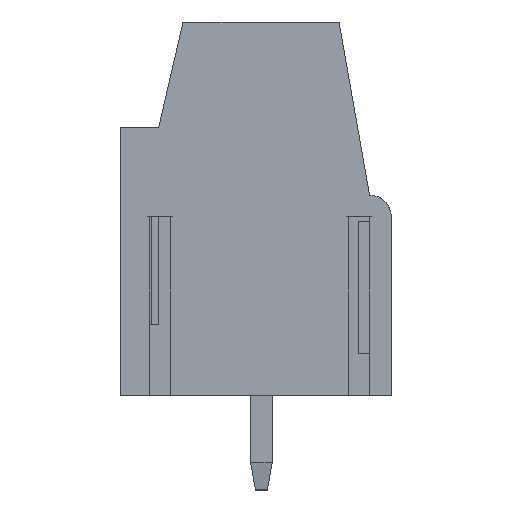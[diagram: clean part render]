
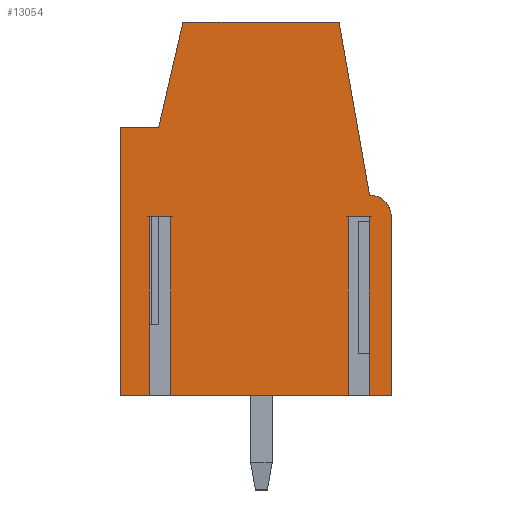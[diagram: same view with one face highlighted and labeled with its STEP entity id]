
A CAD part, left-side view. The second image highlights one B-rep face of the part: STEP entity #13054.
In plain terms, the highlighted planar face has unit normal (-1, 0, 0).
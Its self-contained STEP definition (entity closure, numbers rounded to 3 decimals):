
#12970=AXIS2_PLACEMENT_3D('Plane Axis2P3D',#12967,#12968,#12969) ;
#13000=AXIS2_PLACEMENT_3D('Circle Axis2P3D',#12998,#12999,$) ;
#11867=CARTESIAN_POINT('Vertex',(0.,10.,13.4)) ;
#11951=CARTESIAN_POINT('Vertex',(0.,10.,3.5)) ;
#11954=CARTESIAN_POINT('Line Origine',(0.,10.,8.45)) ;
#12011=CARTESIAN_POINT('Vertex',(0.,7.7,17.3)) ;
#12060=CARTESIAN_POINT('Vertex',(0.,8.6,13.4)) ;
#12063=CARTESIAN_POINT('Line Origine',(0.,8.15,15.35)) ;
#12139=CARTESIAN_POINT('Line Origine',(0.,9.3,13.4)) ;
#12333=CARTESIAN_POINT('Vertex',(0.,8.16,3.5)) ;
#12347=CARTESIAN_POINT('Vertex',(0.,8.94,3.5)) ;
#12350=CARTESIAN_POINT('Line Origine',(0.,9.47,3.5)) ;
#12422=CARTESIAN_POINT('Vertex',(0.,0.,3.5)) ;
#12425=CARTESIAN_POINT('Line Origine',(0.,0.405,3.5)) ;
#12429=CARTESIAN_POINT('Vertex',(0.,0.81,3.5)) ;
#12450=CARTESIAN_POINT('Vertex',(0.,1.59,3.5)) ;
#12453=CARTESIAN_POINT('Line Origine',(0.,4.875,3.5)) ;
#12967=CARTESIAN_POINT('Axis2P3D Location',(0.,10.,0.3)) ;
#12972=CARTESIAN_POINT('Line Origine',(0.,1.59,6.8)) ;
#12976=CARTESIAN_POINT('Vertex',(0.,1.59,10.1)) ;
#12979=CARTESIAN_POINT('Line Origine',(0.,1.2,10.1)) ;
#12983=CARTESIAN_POINT('Vertex',(0.,0.81,10.1)) ;
#12986=CARTESIAN_POINT('Line Origine',(0.,0.81,6.8)) ;
#12991=CARTESIAN_POINT('Line Origine',(0.,0.,6.8)) ;
#12995=CARTESIAN_POINT('Vertex',(0.,0.,10.1)) ;
#12998=CARTESIAN_POINT('Axis2P3D Location',(0.,0.8,10.1)) ;
#13002=CARTESIAN_POINT('Vertex',(0.,0.8,10.9)) ;
#13005=CARTESIAN_POINT('Line Origine',(0.,1.364,14.1)) ;
#13009=CARTESIAN_POINT('Vertex',(0.,1.928,17.3)) ;
#13012=CARTESIAN_POINT('Line Origine',(0.,4.814,17.3)) ;
#13017=CARTESIAN_POINT('Line Origine',(0.,8.94,6.8)) ;
#13021=CARTESIAN_POINT('Vertex',(0.,8.94,10.1)) ;
#13024=CARTESIAN_POINT('Line Origine',(0.,8.55,10.1)) ;
#13028=CARTESIAN_POINT('Vertex',(0.,8.16,10.1)) ;
#13031=CARTESIAN_POINT('Line Origine',(0.,8.16,6.8)) ;
#11955=DIRECTION('Vector Direction',(0.,0.,1.)) ;
#12064=DIRECTION('Vector Direction',(0.,-0.225,0.974)) ;
#12140=DIRECTION('Vector Direction',(0.,-1.,0.)) ;
#12351=DIRECTION('Vector Direction',(0.,-1.,0.)) ;
#12426=DIRECTION('Vector Direction',(0.,-1.,0.)) ;
#12454=DIRECTION('Vector Direction',(0.,-1.,0.)) ;
#12968=DIRECTION('Axis2P3D Direction',(1.,0.,0.)) ;
#12969=DIRECTION('Axis2P3D XDirection',(0.,0.,-1.)) ;
#12973=DIRECTION('Vector Direction',(0.,0.,1.)) ;
#12980=DIRECTION('Vector Direction',(0.,1.,0.)) ;
#12987=DIRECTION('Vector Direction',(0.,0.,1.)) ;
#12992=DIRECTION('Vector Direction',(0.,0.,-1.)) ;
#12999=DIRECTION('Axis2P3D Direction',(1.,0.,0.)) ;
#13006=DIRECTION('Vector Direction',(0.,-0.174,-0.985)) ;
#13013=DIRECTION('Vector Direction',(0.,-1.,0.)) ;
#13018=DIRECTION('Vector Direction',(0.,0.,1.)) ;
#13025=DIRECTION('Vector Direction',(0.,1.,0.)) ;
#13032=DIRECTION('Vector Direction',(0.,0.,1.)) ;
#11956=VECTOR('Line Direction',#11955,1.) ;
#12065=VECTOR('Line Direction',#12064,1.) ;
#12141=VECTOR('Line Direction',#12140,1.) ;
#12352=VECTOR('Line Direction',#12351,1.) ;
#12427=VECTOR('Line Direction',#12426,1.) ;
#12455=VECTOR('Line Direction',#12454,1.) ;
#12974=VECTOR('Line Direction',#12973,1.) ;
#12981=VECTOR('Line Direction',#12980,1.) ;
#12988=VECTOR('Line Direction',#12987,1.) ;
#12993=VECTOR('Line Direction',#12992,1.) ;
#13007=VECTOR('Line Direction',#13006,1.) ;
#13014=VECTOR('Line Direction',#13013,1.) ;
#13019=VECTOR('Line Direction',#13018,1.) ;
#13026=VECTOR('Line Direction',#13025,1.) ;
#13033=VECTOR('Line Direction',#13032,1.) ;
#13037=ORIENTED_EDGE('',*,*,#12978,.T.) ;
#13038=ORIENTED_EDGE('',*,*,#12985,.F.) ;
#13039=ORIENTED_EDGE('',*,*,#12990,.F.) ;
#13040=ORIENTED_EDGE('',*,*,#12431,.T.) ;
#13041=ORIENTED_EDGE('',*,*,#12997,.F.) ;
#13042=ORIENTED_EDGE('',*,*,#13004,.F.) ;
#13043=ORIENTED_EDGE('',*,*,#13011,.F.) ;
#13044=ORIENTED_EDGE('',*,*,#13016,.F.) ;
#13045=ORIENTED_EDGE('',*,*,#12067,.F.) ;
#13046=ORIENTED_EDGE('',*,*,#12143,.F.) ;
#13047=ORIENTED_EDGE('',*,*,#11958,.F.) ;
#13048=ORIENTED_EDGE('',*,*,#12354,.T.) ;
#13049=ORIENTED_EDGE('',*,*,#13023,.T.) ;
#13050=ORIENTED_EDGE('',*,*,#13030,.F.) ;
#13051=ORIENTED_EDGE('',*,*,#13035,.F.) ;
#13052=ORIENTED_EDGE('',*,*,#12457,.T.) ;
#13054=ADVANCED_FACE('HOUSING',(#13053),#12971,.F.) ;
#13001=CIRCLE('generated circle',#13000,0.8) ;
#11958=EDGE_CURVE('',#11952,#11868,#11957,.T.) ;
#12067=EDGE_CURVE('',#12061,#12012,#12066,.T.) ;
#12143=EDGE_CURVE('',#11868,#12061,#12142,.T.) ;
#12354=EDGE_CURVE('',#11952,#12348,#12353,.T.) ;
#12431=EDGE_CURVE('',#12430,#12423,#12428,.T.) ;
#12457=EDGE_CURVE('',#12334,#12451,#12456,.T.) ;
#12978=EDGE_CURVE('',#12451,#12977,#12975,.T.) ;
#12985=EDGE_CURVE('',#12984,#12977,#12982,.T.) ;
#12990=EDGE_CURVE('',#12430,#12984,#12989,.T.) ;
#12997=EDGE_CURVE('',#12996,#12423,#12994,.T.) ;
#13004=EDGE_CURVE('',#13003,#12996,#13001,.T.) ;
#13011=EDGE_CURVE('',#13010,#13003,#13008,.T.) ;
#13016=EDGE_CURVE('',#12012,#13010,#13015,.T.) ;
#13023=EDGE_CURVE('',#12348,#13022,#13020,.T.) ;
#13030=EDGE_CURVE('',#13029,#13022,#13027,.T.) ;
#13035=EDGE_CURVE('',#12334,#13029,#13034,.T.) ;
#13036=EDGE_LOOP('',(#13037,#13038,#13039,#13040,#13041,#13042,#13043,#13044,#13045,#13046,#13047,#13048,#13049,#13050,#13051,#13052)) ;
#13053=FACE_OUTER_BOUND('',#13036,.T.) ;
#11957=LINE('Line',#11954,#11956) ;
#12066=LINE('Line',#12063,#12065) ;
#12142=LINE('Line',#12139,#12141) ;
#12353=LINE('Line',#12350,#12352) ;
#12428=LINE('Line',#12425,#12427) ;
#12456=LINE('Line',#12453,#12455) ;
#12975=LINE('Line',#12972,#12974) ;
#12982=LINE('Line',#12979,#12981) ;
#12989=LINE('Line',#12986,#12988) ;
#12994=LINE('Line',#12991,#12993) ;
#13008=LINE('Line',#13005,#13007) ;
#13015=LINE('Line',#13012,#13014) ;
#13020=LINE('Line',#13017,#13019) ;
#13027=LINE('Line',#13024,#13026) ;
#13034=LINE('Line',#13031,#13033) ;
#12971=PLANE('',#12970) ;
#11868=VERTEX_POINT('',#11867) ;
#11952=VERTEX_POINT('',#11951) ;
#12012=VERTEX_POINT('',#12011) ;
#12061=VERTEX_POINT('',#12060) ;
#12334=VERTEX_POINT('',#12333) ;
#12348=VERTEX_POINT('',#12347) ;
#12423=VERTEX_POINT('',#12422) ;
#12430=VERTEX_POINT('',#12429) ;
#12451=VERTEX_POINT('',#12450) ;
#12977=VERTEX_POINT('',#12976) ;
#12984=VERTEX_POINT('',#12983) ;
#12996=VERTEX_POINT('',#12995) ;
#13003=VERTEX_POINT('',#13002) ;
#13010=VERTEX_POINT('',#13009) ;
#13022=VERTEX_POINT('',#13021) ;
#13029=VERTEX_POINT('',#13028) ;
